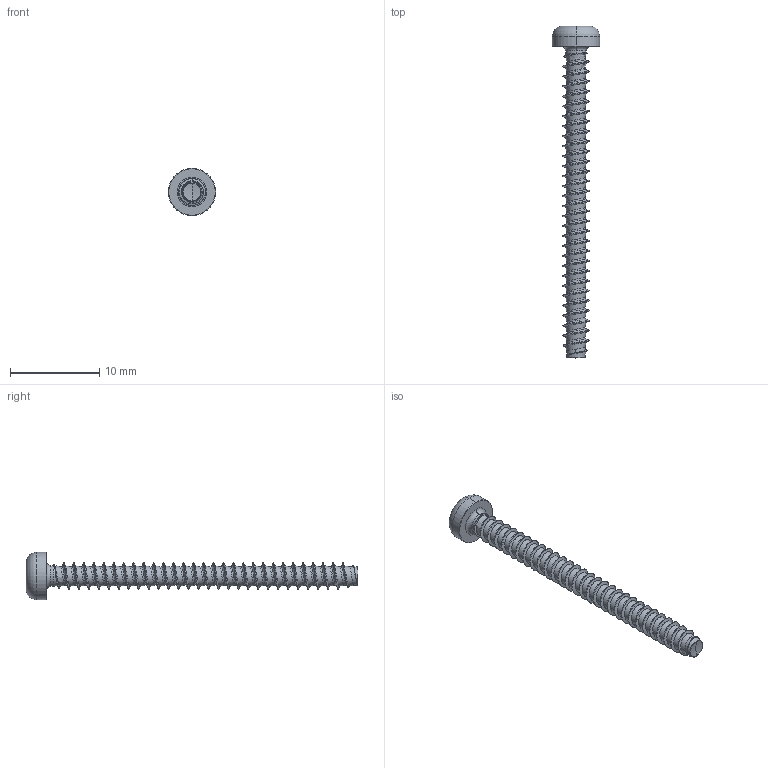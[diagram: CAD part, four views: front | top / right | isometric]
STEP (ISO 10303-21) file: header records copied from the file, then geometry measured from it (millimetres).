
FILE_DESCRIPTION (( 'STEP AP203' ), '1' );
FILE_NAME ('STP420300350.STEP', '2017-08-16T14:50:31', ( '' ), ( '' ), 'SwSTEP 2.0', 'SolidWorks 2015', '' );
FILE_SCHEMA (( 'CONFIG_CONTROL_DESIGN' ));
Products named in the file (1): STP420300350
Bounding box: 5.3 x 37.3 x 5.3 mm (x, y, z)
Volume: 183.1 mm3; surface area: 474.3 mm2
Topology: 1 solids, 1 shells, 150 faces, 387 edges, 241 vertices
Faces by surface type: cylinder 88, bspline 35, cone 10, torus 10, sphere 4, plane 3
Entity records: 36246 total; most frequent: CARTESIAN_POINT 33084, ORIENTED_EDGE 774, DIRECTION 482, EDGE_CURVE 387, VERTEX_POINT 241, AXIS2_PLACEMENT_3D 190, EDGE_LOOP 152, ADVANCED_FACE 150
